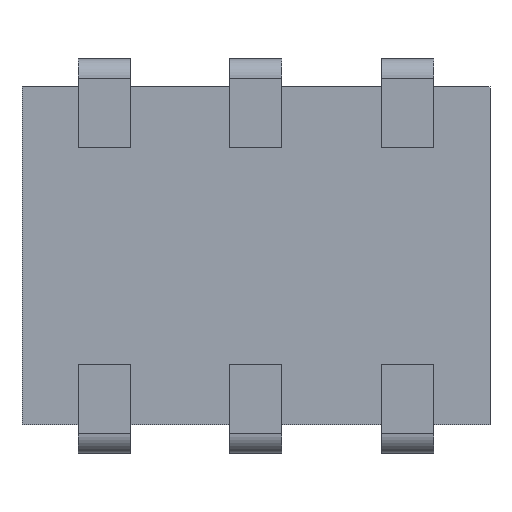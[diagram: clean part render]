
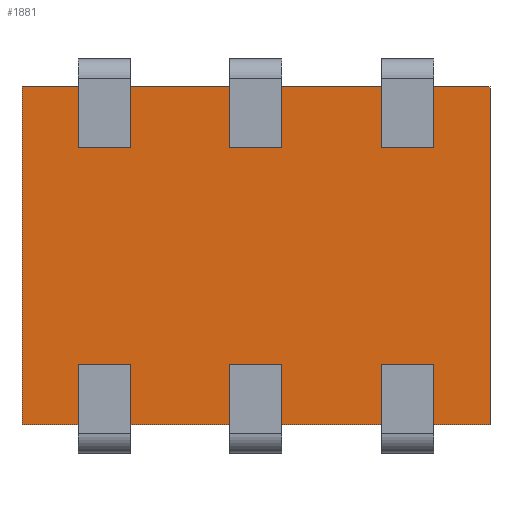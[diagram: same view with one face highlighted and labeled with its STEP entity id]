
A CAD part, front view. The second image highlights one B-rep face of the part: STEP entity #1881.
In plain terms, the highlighted planar face has unit normal (0, -1, 0).
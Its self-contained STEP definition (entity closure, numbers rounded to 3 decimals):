
#282 = CARTESIAN_POINT ( 'NONE',  ( -2.7, 0.1, 1.95 ) ) ;
#669 = EDGE_CURVE ( 'NONE', #1173, #3068, #3571, .T. ) ;
#835 = VECTOR ( 'NONE', #4045, 1000. ) ;
#871 = CARTESIAN_POINT ( 'NONE',  ( 0., 0.1, 0. ) ) ;
#1071 = CARTESIAN_POINT ( 'NONE',  ( -2.7, 0.1, -1.95 ) ) ;
#1144 = EDGE_LOOP ( 'NONE', ( #3112, #3901, #3015, #3192 ) ) ;
#1173 = VERTEX_POINT ( 'NONE', #1071 ) ;
#1181 = VERTEX_POINT ( 'NONE', #2657 ) ;
#1199 = AXIS2_PLACEMENT_3D ( 'NONE', #871, #2384, #3515 ) ;
#1694 = CARTESIAN_POINT ( 'NONE',  ( -2.7, 0.1, 1.95 ) ) ;
#1881 = ADVANCED_FACE ( 'NONE', ( #3155 ), #3171, .T. ) ;
#2192 = LINE ( 'NONE', #282, #835 ) ;
#2384 = DIRECTION ( 'NONE',  ( 0., -1., 0. ) ) ;
#2575 = LINE ( 'NONE', #3667, #3386 ) ;
#2641 = VECTOR ( 'NONE', #4040, 1000. ) ;
#2657 = CARTESIAN_POINT ( 'NONE',  ( 2.7, 0.1, 1.95 ) ) ;
#2836 = VERTEX_POINT ( 'NONE', #4101 ) ;
#2909 = CARTESIAN_POINT ( 'NONE',  ( -2.7, 0.1, 1.95 ) ) ;
#3007 = LINE ( 'NONE', #4494, #2641 ) ;
#3015 = ORIENTED_EDGE ( 'NONE', *, *, #669, .F. ) ;
#3068 = VERTEX_POINT ( 'NONE', #2909 ) ;
#3099 = EDGE_CURVE ( 'NONE', #2836, #1173, #3007, .T. ) ;
#3112 = ORIENTED_EDGE ( 'NONE', *, *, #4891, .F. ) ;
#3155 = FACE_OUTER_BOUND ( 'NONE', #1144, .T. ) ;
#3171 = PLANE ( 'NONE',  #1199 ) ;
#3192 = ORIENTED_EDGE ( 'NONE', *, *, #3099, .F. ) ;
#3348 = DIRECTION ( 'NONE',  ( 0., 0., -1. ) ) ;
#3386 = VECTOR ( 'NONE', #3348, 1000. ) ;
#3515 = DIRECTION ( 'NONE',  ( 0., 0., -1. ) ) ;
#3571 = LINE ( 'NONE', #1694, #3955 ) ;
#3667 = CARTESIAN_POINT ( 'NONE',  ( 2.7, 0.1, 1.95 ) ) ;
#3901 = ORIENTED_EDGE ( 'NONE', *, *, #4606, .F. ) ;
#3925 = DIRECTION ( 'NONE',  ( 0., 0., 1. ) ) ;
#3955 = VECTOR ( 'NONE', #3925, 1000. ) ;
#4040 = DIRECTION ( 'NONE',  ( -1., 0., 0. ) ) ;
#4045 = DIRECTION ( 'NONE',  ( 1., 0., 0. ) ) ;
#4101 = CARTESIAN_POINT ( 'NONE',  ( 2.7, 0.1, -1.95 ) ) ;
#4494 = CARTESIAN_POINT ( 'NONE',  ( -2.7, 0.1, -1.95 ) ) ;
#4606 = EDGE_CURVE ( 'NONE', #3068, #1181, #2192, .T. ) ;
#4891 = EDGE_CURVE ( 'NONE', #1181, #2836, #2575, .T. ) ;
